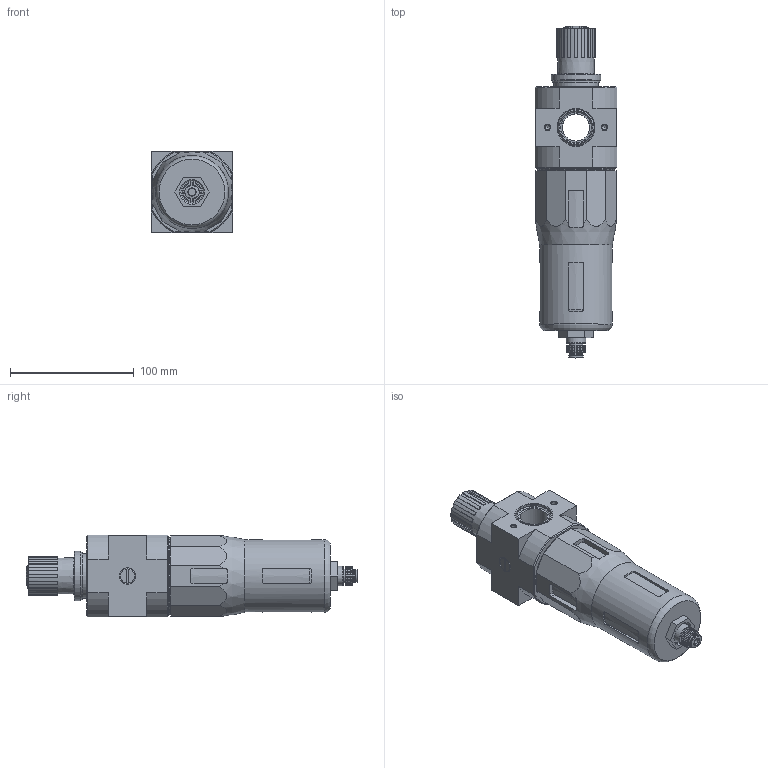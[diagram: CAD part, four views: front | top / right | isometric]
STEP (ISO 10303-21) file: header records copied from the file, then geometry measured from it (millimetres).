
FILE_DESCRIPTION(/* description */ ('STEP AP214'),/* implementation_level */ '2;1');
FILE_NAME(/* name */ '546438_LFR-D-MAXI-A',/* time_stamp */ '2024-09-04T17:18:36+02:00',/* author */ ('License CC BY-ND 4.0'),/* organization */ ('CADENAS'),/* preprocessor_version */ 'ST-DEVELOPER v19.3',/* originating_system */ 'PARTsolutions',/* authorisation */ ' ');
FILE_SCHEMA (('AUTOMOTIVE_DESIGN {1 0 10303 214 3 1 1}'));
Length unit declared in the file: millimetre
Products named in the file (5): 546438 LFR-D-MAXI-A---(0); 124086 LFR-D-MAXI-A--(0); 398011 LRVS-D-MINI; 373846 LR-MIDI; 526489 MS4-LFR-V
Assembly tree (4 placements, depth 2):
  546438 LFR-D-MAXI-A---(0)
    124086 LFR-D-MAXI-A--(0)
    398011 LRVS-D-MINI
    373846 LR-MIDI
    526489 MS4-LFR-V
Bounding box: 66 x 268.22 x 66 mm (x, y, z)
Volume: 659561.2 mm3; surface area: 70896 mm2
Topology: 4 solids, 5 shells, 368 faces, 937 edges, 610 vertices
Faces by surface type: plane 190, cylinder 96, cone 44, torus 33, sphere 5
Full cylindrical faces by diameter (mm): 4.134 x4, 6 x1, 6.3 x1, 9.6 x1, 11 x1, 11.2 x1, 11.4 x1, 11.445 x2, 11.6 x1, 11.8 x1, 13.157 x1, 15.8 x1, 18 x1, 22 x1, 24.9 x1, 26.9 x1, 30 x2, 34.16 x1, 34.376 x1, 36 x1, 38.5 x1, 39.8 x1, 58.8 x1, 59 x1, 59.1 x1, 62 x1
Entity records: 13414 total; most frequent: CARTESIAN_POINT 2437, DIRECTION 1748, ORIENTED_EDGE 1662, EDGE_CURVE 831, AXIS2_PLACEMENT_3D 708, VERTEX_POINT 597, FACE_BOUND 502, EDGE_LOOP 498
